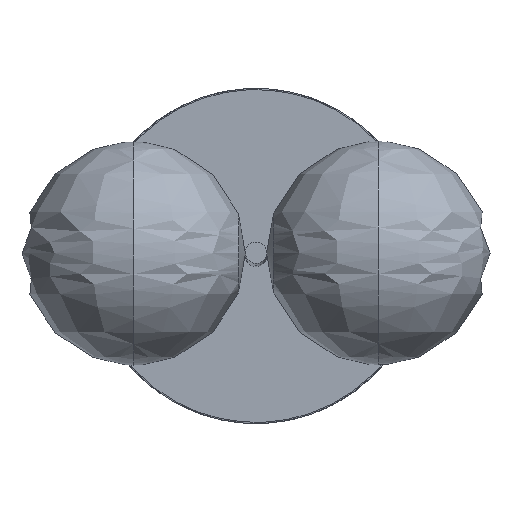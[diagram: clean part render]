
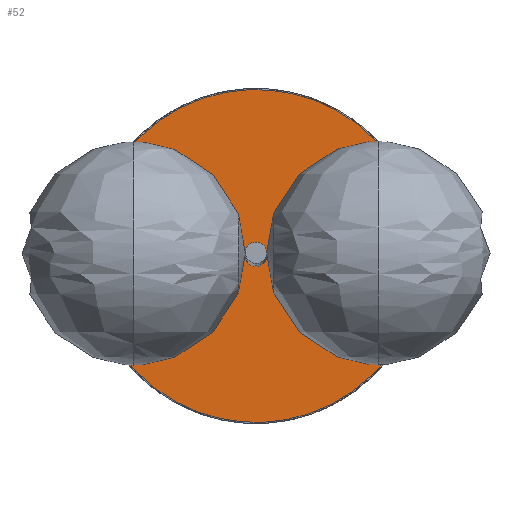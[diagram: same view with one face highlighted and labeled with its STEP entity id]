
A CAD part, top view. The second image highlights one B-rep face of the part: STEP entity #52.
In plain terms, the highlighted planar face has unit normal (0, 0, 1).
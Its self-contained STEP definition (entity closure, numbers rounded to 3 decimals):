
#52=ADVANCED_FACE('',(#71),#248,.T.);
#71=FACE_OUTER_BOUND('',#90,.T.);
#90=EDGE_LOOP('',(#122,#123));
#122=ORIENTED_EDGE('',*,*,#175,.F.);
#123=ORIENTED_EDGE('',*,*,#170,.F.);
#170=EDGE_CURVE('',#224,#227,#200,.T.);
#175=EDGE_CURVE('',#227,#224,#205,.T.);
#200=(
BOUNDED_CURVE()
B_SPLINE_CURVE(2,(#459,#460,#461,#462,#463),.UNSPECIFIED.,.F.,.F.)
B_SPLINE_CURVE_WITH_KNOTS((3,2,3),(0.,234.048,468.097),
 .UNSPECIFIED.)
CURVE()
GEOMETRIC_REPRESENTATION_ITEM()
RATIONAL_B_SPLINE_CURVE((1.,0.707,1.,0.707,1.))
REPRESENTATION_ITEM('')
);
#205=(
BOUNDED_CURVE()
B_SPLINE_CURVE(2,(#479,#480,#481,#482,#483),.UNSPECIFIED.,.F.,.F.)
B_SPLINE_CURVE_WITH_KNOTS((3,2,3),(468.097,702.145,936.193),
 .UNSPECIFIED.)
CURVE()
GEOMETRIC_REPRESENTATION_ITEM()
RATIONAL_B_SPLINE_CURVE((1.,0.707,1.,0.707,1.))
REPRESENTATION_ITEM('')
);
#224=VERTEX_POINT('',#440);
#227=VERTEX_POINT('',#443);
#248=PLANE('',#344);
#344=AXIS2_PLACEMENT_3D('',#406,#360,$);
#360=DIRECTION('',(0.,0.,1.));
#406=CARTESIAN_POINT('',(187.5,-187.5,20.964));
#440=CARTESIAN_POINT('',(-149.,0.,20.964));
#443=CARTESIAN_POINT('',(149.,0.,20.964));
#459=CARTESIAN_POINT('',(-149.,0.,20.964));
#460=CARTESIAN_POINT('',(-149.,149.,20.964));
#461=CARTESIAN_POINT('',(0.,149.,20.964));
#462=CARTESIAN_POINT('',(149.,149.,20.964));
#463=CARTESIAN_POINT('',(149.,0.,20.964));
#479=CARTESIAN_POINT('',(149.,0.,20.964));
#480=CARTESIAN_POINT('',(149.,-149.,20.964));
#481=CARTESIAN_POINT('',(0.,-149.,20.964));
#482=CARTESIAN_POINT('',(-149.,-149.,20.964));
#483=CARTESIAN_POINT('',(-149.,0.,20.964));
